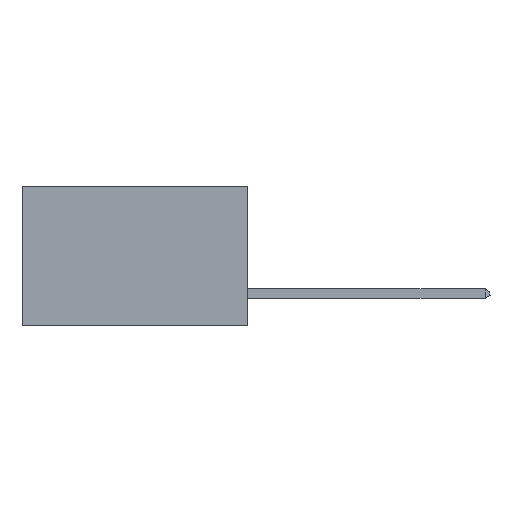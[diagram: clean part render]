
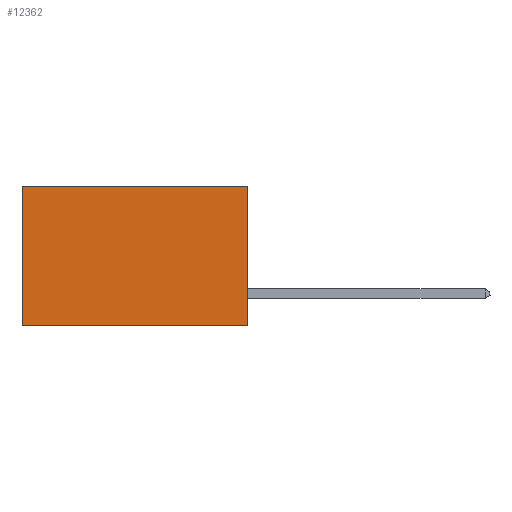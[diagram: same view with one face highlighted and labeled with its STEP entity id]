
A CAD part, left-side view. The second image highlights one B-rep face of the part: STEP entity #12362.
In plain terms, the highlighted planar face has unit normal (-1, 0, 0).
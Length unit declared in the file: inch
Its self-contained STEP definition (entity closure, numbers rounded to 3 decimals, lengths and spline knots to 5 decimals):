
#889 = ORIENTED_EDGE ( 'NONE', *, *, #14604, .T. ) ;
#938 = DIRECTION ( 'NONE',  ( 1., 0., 0. ) ) ;
#1121 = CARTESIAN_POINT ( 'NONE',  ( 0.298, 0., 0. ) ) ;
#1398 = VECTOR ( 'NONE', #10216, 39.37008 ) ;
#1794 = CARTESIAN_POINT ( 'NONE',  ( 0.298, 0.6, 0. ) ) ;
#2175 = VERTEX_POINT ( 'NONE', #8504 ) ;
#2183 = EDGE_CURVE ( 'NONE', #2175, #2882, #3700, .T. ) ;
#2882 = VERTEX_POINT ( 'NONE', #6470 ) ;
#3256 = DIRECTION ( 'NONE',  ( 0., 0., -1. ) ) ;
#3700 = LINE ( 'NONE', #14321, #5933 ) ;
#3966 = PLANE ( 'NONE',  #5650 ) ;
#4578 = CARTESIAN_POINT ( 'NONE',  ( 0.298, 0.6, -0.37 ) ) ;
#5091 = VECTOR ( 'NONE', #5927, 39.37008 ) ;
#5650 = AXIS2_PLACEMENT_3D ( 'NONE', #1121, #938, #6808 ) ;
#5903 = ORIENTED_EDGE ( 'NONE', *, *, #7749, .T. ) ;
#5927 = DIRECTION ( 'NONE',  ( 0., 1., 0. ) ) ;
#5933 = VECTOR ( 'NONE', #12619, 39.37008 ) ;
#6185 = LINE ( 'NONE', #13152, #5091 ) ;
#6470 = CARTESIAN_POINT ( 'NONE',  ( 0.298, 0., -0.37 ) ) ;
#6808 = DIRECTION ( 'NONE',  ( 0., 0., -1. ) ) ;
#7749 = EDGE_CURVE ( 'NONE', #2175, #10536, #8123, .T. ) ;
#8123 = LINE ( 'NONE', #16022, #1398 ) ;
#8188 = CARTESIAN_POINT ( 'NONE',  ( 0.298, 0.6, 0. ) ) ;
#8504 = CARTESIAN_POINT ( 'NONE',  ( 0.298, 0., 0. ) ) ;
#8652 = LINE ( 'NONE', #1794, #17217 ) ;
#9192 = EDGE_LOOP ( 'NONE', ( #889, #14205, #9560, #5903 ) ) ;
#9560 = ORIENTED_EDGE ( 'NONE', *, *, #2183, .F. ) ;
#10216 = DIRECTION ( 'NONE',  ( 0., 1., 0. ) ) ;
#10536 = VERTEX_POINT ( 'NONE', #8188 ) ;
#12362 = ADVANCED_FACE ( 'NONE', ( #16425 ), #3966, .F. ) ;
#12619 = DIRECTION ( 'NONE',  ( 0., 0., -1. ) ) ;
#13152 = CARTESIAN_POINT ( 'NONE',  ( 0.298, 0., -0.37 ) ) ;
#14205 = ORIENTED_EDGE ( 'NONE', *, *, #18144, .F. ) ;
#14321 = CARTESIAN_POINT ( 'NONE',  ( 0.298, 0., 0. ) ) ;
#14450 = VERTEX_POINT ( 'NONE', #4578 ) ;
#14604 = EDGE_CURVE ( 'NONE', #10536, #14450, #8652, .T. ) ;
#16022 = CARTESIAN_POINT ( 'NONE',  ( 0.298, 0., 0. ) ) ;
#16425 = FACE_OUTER_BOUND ( 'NONE', #9192, .T. ) ;
#17217 = VECTOR ( 'NONE', #3256, 39.37008 ) ;
#18144 = EDGE_CURVE ( 'NONE', #2882, #14450, #6185, .T. ) ;
